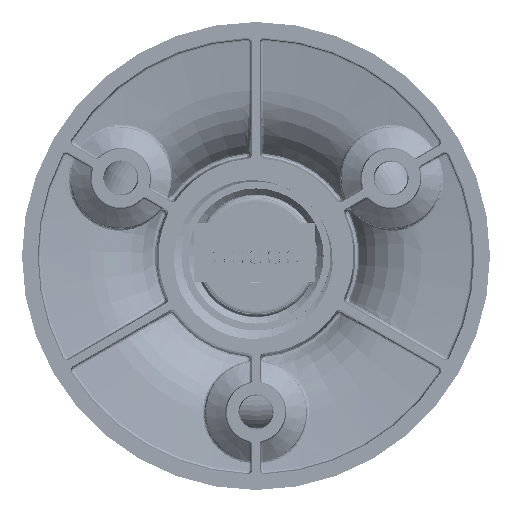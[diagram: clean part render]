
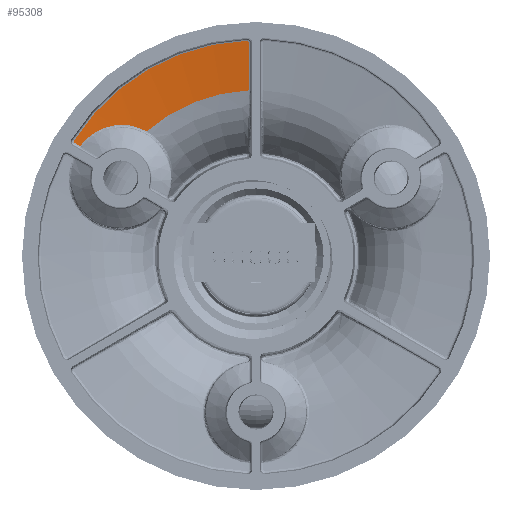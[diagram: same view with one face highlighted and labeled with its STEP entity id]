
A CAD part, front view. The second image highlights one B-rep face of the part: STEP entity #95308.
In plain terms, the highlighted conical face has half-angle 82 degrees and reference radius 24.439 mm.
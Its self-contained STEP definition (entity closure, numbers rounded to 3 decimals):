
#86681=CARTESIAN_POINT('',(0.,0.,7.053));
#86682=DIRECTION('',(0.,0.,1.));
#86683=DIRECTION('',(-0.845,-0.535,0.));
#86684=AXIS2_PLACEMENT_3D('',#86681,#86682,#86683);
#86686=CARTESIAN_POINT('',(-1.128,-27.601,
7.053));
#86687=CARTESIAN_POINT('',(-1.105,-27.602,
7.053));
#86688=CARTESIAN_POINT('',(-1.063,-27.596,
7.054));
#86689=CARTESIAN_POINT('',(-1.004,-27.569,
7.058));
#86690=CARTESIAN_POINT('',(-0.958,-27.524,
7.064));
#86691=CARTESIAN_POINT('',(-0.927,-27.466,
7.073));
#86692=CARTESIAN_POINT('',(-0.92,-27.423,
7.079));
#86693=CARTESIAN_POINT('',(-0.92,-27.4,
7.082));
#86695=CARTESIAN_POINT('',(-0.92,-27.4,
7.082));
#86696=CARTESIAN_POINT('',(-0.922,-26.731,
7.176));
#86697=CARTESIAN_POINT('',(-0.925,-25.384,
7.365));
#86698=CARTESIAN_POINT('',(-0.93,-23.449,
7.637));
#86699=CARTESIAN_POINT('',(-0.934,-21.987,
7.842));
#86700=CARTESIAN_POINT('',(-0.935,-21.233,
7.948));
#86702=CARTESIAN_POINT('',(-14.029,-15.966,
7.948));
#86703=CARTESIAN_POINT('',(-14.29,-16.112,
7.908));
#86704=CARTESIAN_POINT('',(-14.811,-16.358,
7.834));
#86705=CARTESIAN_POINT('',(-15.575,-16.61,
7.735));
#86706=CARTESIAN_POINT('',(-16.06,-16.711,
7.678));
#86707=CARTESIAN_POINT('',(-16.297,-16.748,
7.651));
#86709=CARTESIAN_POINT('',(-22.55,-14.084,
7.199));
#86710=CARTESIAN_POINT('',(-22.511,-14.136,
7.199));
#86711=CARTESIAN_POINT('',(-22.427,-14.244,
7.201));
#86712=CARTESIAN_POINT('',(-22.283,-14.418,
7.205));
#86713=CARTESIAN_POINT('',(-22.119,-14.604,
7.21));
#86714=CARTESIAN_POINT('',(-21.931,-14.802,
7.217));
#86715=CARTESIAN_POINT('',(-21.714,-15.013,
7.225));
#86716=CARTESIAN_POINT('',(-21.465,-15.234,
7.236));
#86717=CARTESIAN_POINT('',(-21.178,-15.466,
7.25));
#86718=CARTESIAN_POINT('',(-20.845,-15.704,
7.267));
#86719=CARTESIAN_POINT('',(-20.46,-15.945,
7.29));
#86720=CARTESIAN_POINT('',(-20.014,-16.183,
7.318));
#86721=CARTESIAN_POINT('',(-19.498,-16.407,
7.354));
#86722=CARTESIAN_POINT('',(-18.9,-16.605,
7.4));
#86723=CARTESIAN_POINT('',(-18.221,-16.754,
7.457));
#86724=CARTESIAN_POINT('',(-17.518,-16.826,
7.522));
#86725=CARTESIAN_POINT('',(-16.866,-16.819,
7.588));
#86726=CARTESIAN_POINT('',(-16.48,-16.776,
7.63));
#86727=CARTESIAN_POINT('',(-16.297,-16.748,
7.651));
#86729=CARTESIAN_POINT('',(-22.55,-14.084,
7.199));
#86730=CARTESIAN_POINT('',(-22.666,-14.15,
7.18));
#86731=CARTESIAN_POINT('',(-22.901,-14.285,
7.142));
#86732=CARTESIAN_POINT('',(-23.145,-14.425,
7.102));
#86733=CARTESIAN_POINT('',(-23.27,-14.497,
7.082));
#86735=CARTESIAN_POINT('',(-23.27,-14.497,
7.082));
#86736=CARTESIAN_POINT('',(-23.282,-14.504,
7.08));
#86737=CARTESIAN_POINT('',(-23.305,-14.521,
7.076));
#86738=CARTESIAN_POINT('',(-23.33,-14.549,
7.071));
#86739=CARTESIAN_POINT('',(-23.349,-14.578,
7.067));
#86740=CARTESIAN_POINT('',(-23.36,-14.607,
7.063));
#86741=CARTESIAN_POINT('',(-23.367,-14.633,
7.06));
#86742=CARTESIAN_POINT('',(-23.37,-14.658,
7.058));
#86743=CARTESIAN_POINT('',(-23.37,-14.682,
7.056));
#86744=CARTESIAN_POINT('',(-23.368,-14.705,
7.055));
#86745=CARTESIAN_POINT('',(-23.362,-14.728,
7.054));
#86746=CARTESIAN_POINT('',(-23.353,-14.752,
7.053));
#86747=CARTESIAN_POINT('',(-23.344,-14.769,
7.053));
#86748=CARTESIAN_POINT('',(-23.339,-14.777,
7.053));
#87291=CARTESIAN_POINT('',(-14.029,-15.966,
7.948));
#87293=CARTESIAN_POINT('',(0.,0.,7.948));
#87294=DIRECTION('',(0.,0.,-1.));
#87295=DIRECTION('',(-0.044,-0.999,0.));
#87296=AXIS2_PLACEMENT_3D('',#87293,#87294,#87295);
#91349=CARTESIAN_POINT('',(-23.339,-14.777,
7.053));
#91350=CARTESIAN_POINT('',(-1.128,-27.601,
7.053));
#91351=VERTEX_POINT('',#91349);
#91352=VERTEX_POINT('',#91350);
#91377=VERTEX_POINT('',#86729);
#91378=VERTEX_POINT('',#86733);
#91379=VERTEX_POINT('',#86693);
#91381=VERTEX_POINT('',#86700);
#91588=VERTEX_POINT('',#87291);
#91598=VERTEX_POINT('',#86727);
#95285=CARTESIAN_POINT('',(0.,0.,7.501));
#95286=DIRECTION('',(0.,0.,-1.));
#95287=DIRECTION('',(1.,0.,0.));
#95288=AXIS2_PLACEMENT_3D('',#95285,#95286,#95287);
#95289=CONICAL_SURFACE('',#95288,24.439,82.);
#95291=ORIENTED_EDGE('',*,*,#95290,.T.);
#95293=ORIENTED_EDGE('',*,*,#95292,.T.);
#95295=ORIENTED_EDGE('',*,*,#95294,.T.);
#95297=ORIENTED_EDGE('',*,*,#95296,.T.);
#95299=ORIENTED_EDGE('',*,*,#95298,.T.);
#95301=ORIENTED_EDGE('',*,*,#95300,.F.);
#95303=ORIENTED_EDGE('',*,*,#95302,.T.);
#95305=ORIENTED_EDGE('',*,*,#95304,.T.);
#95306=EDGE_LOOP('',(#95291,#95293,#95295,#95297,#95299,#95301,#95303,#95305));
#95307=FACE_OUTER_BOUND('',#95306,.F.);
#95308=ADVANCED_FACE('',(#95307),#95289,.F.);
#86685=CIRCLE('',#86684,27.624);
#86694=B_SPLINE_CURVE_WITH_KNOTS('',3,(#86686,#86687,#86688,#86689,#86690,
#86691,#86692,#86693),.UNSPECIFIED.,.F.,.F.,(4,1,1,1,1,4),(0.,0.2,0.4,
0.6,0.8,1.),.UNSPECIFIED.);
#86701=B_SPLINE_CURVE_WITH_KNOTS('',3,(#86695,#86696,#86697,#86698,#86699,
#86700),.UNSPECIFIED.,.F.,.F.,(4,1,1,4),(0.,0.333,
0.667,1.),.UNSPECIFIED.);
#86708=B_SPLINE_CURVE_WITH_KNOTS('',3,(#86702,#86703,#86704,#86705,#86706,
#86707),.UNSPECIFIED.,.F.,.F.,(4,1,1,4),(0.,0.333,
0.667,1.),.UNSPECIFIED.);
#86728=B_SPLINE_CURVE_WITH_KNOTS('',3,(#86709,#86710,#86711,#86712,#86713,
#86714,#86715,#86716,#86717,#86718,#86719,#86720,#86721,#86722,#86723,#86724,
#86725,#86726,#86727),.UNSPECIFIED.,.F.,.F.,(4,1,1,1,1,1,1,1,1,1,1,1,1,1,1,1,4),
(0.,0.063,0.125,0.188,0.25,0.313,0.375,0.438,0.5,0.563,
0.625,0.688,0.75,0.813,0.875,0.938,1.),.UNSPECIFIED.);
#86734=B_SPLINE_CURVE_WITH_KNOTS('',3,(#86729,#86730,#86731,#86732,#86733),
.UNSPECIFIED.,.F.,.F.,(4,1,4),(0.,0.5,1.),.UNSPECIFIED.);
#86749=B_SPLINE_CURVE_WITH_KNOTS('',3,(#86735,#86736,#86737,#86738,#86739,
#86740,#86741,#86742,#86743,#86744,#86745,#86746,#86747,#86748),.UNSPECIFIED.,
.F.,.F.,(4,1,1,1,1,1,1,1,1,1,1,4),(0.,0.091,0.182,
0.273,0.364,0.455,0.545,
0.636,0.727,0.818,0.909,1.),
.UNSPECIFIED.);
#87297=CIRCLE('',#87296,21.254);
#95290=EDGE_CURVE('',#91351,#91352,#86685,.T.);
#95292=EDGE_CURVE('',#91352,#91379,#86694,.T.);
#95294=EDGE_CURVE('',#91379,#91381,#86701,.T.);
#95296=EDGE_CURVE('',#91381,#91588,#87297,.T.);
#95298=EDGE_CURVE('',#91588,#91598,#86708,.T.);
#95300=EDGE_CURVE('',#91377,#91598,#86728,.T.);
#95302=EDGE_CURVE('',#91377,#91378,#86734,.T.);
#95304=EDGE_CURVE('',#91378,#91351,#86749,.T.);
